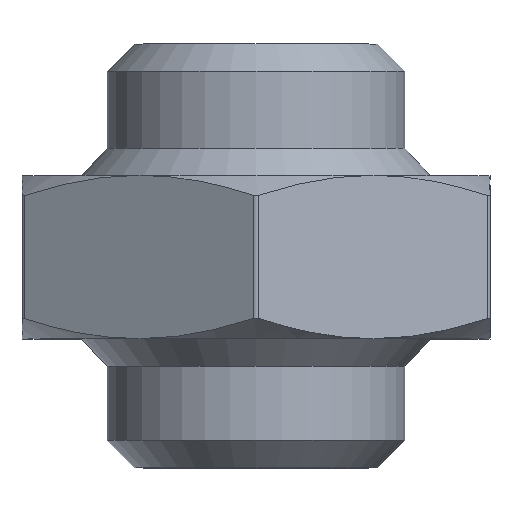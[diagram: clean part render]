
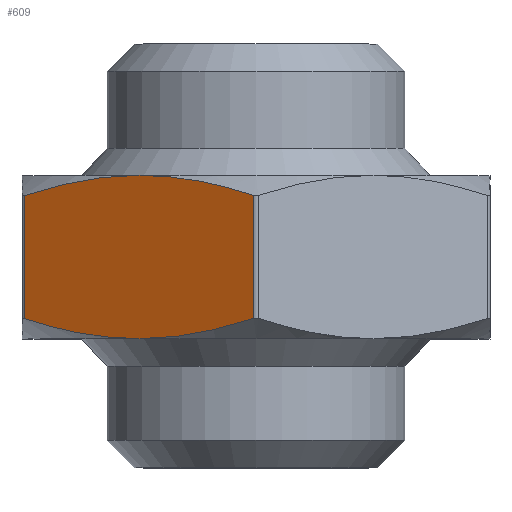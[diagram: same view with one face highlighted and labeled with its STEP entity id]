
A CAD part, top view. The second image highlights one B-rep face of the part: STEP entity #609.
In plain terms, the highlighted planar face has unit normal (-0.5, 0, 0.866).
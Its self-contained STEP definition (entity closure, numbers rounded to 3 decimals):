
#41=PLANE('',#661);
#97=(
BOUNDED_CURVE()
B_SPLINE_CURVE(2,(#1064,#1065,#1066),.UNSPECIFIED.,.F.,.F.)
B_SPLINE_CURVE_WITH_KNOTS((3,3),(0.642,2.258),
 .UNSPECIFIED.)
CURVE()
GEOMETRIC_REPRESENTATION_ITEM()
RATIONAL_B_SPLINE_CURVE((1.029,1.052,1.))
REPRESENTATION_ITEM('')
);
#98=(
BOUNDED_CURVE()
B_SPLINE_CURVE(2,(#1068,#1069,#1070),.UNSPECIFIED.,.F.,.F.)
B_SPLINE_CURVE_WITH_KNOTS((3,3),(2.258,3.874),
 .UNSPECIFIED.)
CURVE()
GEOMETRIC_REPRESENTATION_ITEM()
RATIONAL_B_SPLINE_CURVE((1.,1.052,1.029))
REPRESENTATION_ITEM('')
);
#99=(
BOUNDED_CURVE()
B_SPLINE_CURVE(2,(#1074,#1075,#1076),.UNSPECIFIED.,.F.,.F.)
B_SPLINE_CURVE_WITH_KNOTS((3,3),(0.642,2.258),
 .UNSPECIFIED.)
CURVE()
GEOMETRIC_REPRESENTATION_ITEM()
RATIONAL_B_SPLINE_CURVE((1.029,1.052,1.))
REPRESENTATION_ITEM('')
);
#100=(
BOUNDED_CURVE()
B_SPLINE_CURVE(2,(#1077,#1078,#1079),.UNSPECIFIED.,.F.,.F.)
B_SPLINE_CURVE_WITH_KNOTS((3,3),(2.258,3.874),
 .UNSPECIFIED.)
CURVE()
GEOMETRIC_REPRESENTATION_ITEM()
RATIONAL_B_SPLINE_CURVE((1.,1.052,1.029))
REPRESENTATION_ITEM('')
);
#139=FACE_OUTER_BOUND('',#186,.T.);
#186=EDGE_LOOP('',(#463,#464,#465,#466,#467,#468));
#254=LINE('',#1051,#266);
#255=LINE('',#1072,#267);
#266=VECTOR('',#763,13.932);
#267=VECTOR('',#766,13.932);
#303=VERTEX_POINT('',#1039);
#304=VERTEX_POINT('',#1050);
#305=VERTEX_POINT('',#1063);
#306=VERTEX_POINT('',#1067);
#307=VERTEX_POINT('',#1071);
#308=VERTEX_POINT('',#1073);
#369=EDGE_CURVE('',#303,#304,#254,.T.);
#371=EDGE_CURVE('',#303,#305,#97,.T.);
#372=EDGE_CURVE('',#305,#306,#98,.T.);
#373=EDGE_CURVE('',#307,#306,#255,.T.);
#374=EDGE_CURVE('',#307,#308,#99,.T.);
#375=EDGE_CURVE('',#308,#304,#100,.T.);
#463=ORIENTED_EDGE('',*,*,#369,.F.);
#464=ORIENTED_EDGE('',*,*,#371,.T.);
#465=ORIENTED_EDGE('',*,*,#372,.T.);
#466=ORIENTED_EDGE('',*,*,#373,.F.);
#467=ORIENTED_EDGE('',*,*,#374,.T.);
#468=ORIENTED_EDGE('',*,*,#375,.T.);
#609=ADVANCED_FACE('',(#139),#41,.T.);
#661=AXIS2_PLACEMENT_3D('',#1062,#764,#765);
#763=DIRECTION('',(0.,1.,0.));
#764=DIRECTION('center_axis',(-0.5,0.,0.866));
#765=DIRECTION('ref_axis',(0.866,0.,0.5));
#766=DIRECTION('',(0.,-1.,0.));
#1039=CARTESIAN_POINT('',(-26.25,-6.966,15.444));
#1050=CARTESIAN_POINT('',(-26.25,6.966,15.444));
#1051=CARTESIAN_POINT('',(-26.25,0.,15.444));
#1062=CARTESIAN_POINT('Origin',(-26.5,0.,15.3));
#1063=CARTESIAN_POINT('',(-13.25,-9.25,22.95));
#1064=CARTESIAN_POINT('Ctrl Pts',(-26.25,-6.966,15.444));
#1065=CARTESIAN_POINT('Ctrl Pts',(-19.299,-9.25,19.458));
#1066=CARTESIAN_POINT('Ctrl Pts',(-13.25,-9.25,22.95));
#1067=CARTESIAN_POINT('',(-0.25,-6.966,30.455));
#1068=CARTESIAN_POINT('Ctrl Pts',(-13.25,-9.25,22.95));
#1069=CARTESIAN_POINT('Ctrl Pts',(-7.201,-9.25,26.442));
#1070=CARTESIAN_POINT('Ctrl Pts',(-0.25,-6.966,
30.455));
#1071=CARTESIAN_POINT('',(-0.25,6.966,30.455));
#1072=CARTESIAN_POINT('',(-0.25,0.,30.455));
#1073=CARTESIAN_POINT('',(-13.25,9.25,22.95));
#1074=CARTESIAN_POINT('Ctrl Pts',(-0.25,6.966,30.455));
#1075=CARTESIAN_POINT('Ctrl Pts',(-7.201,9.25,26.442));
#1076=CARTESIAN_POINT('Ctrl Pts',(-13.25,9.25,22.95));
#1077=CARTESIAN_POINT('Ctrl Pts',(-13.25,9.25,22.95));
#1078=CARTESIAN_POINT('Ctrl Pts',(-19.299,9.25,19.458));
#1079=CARTESIAN_POINT('Ctrl Pts',(-26.25,6.966,15.444));
